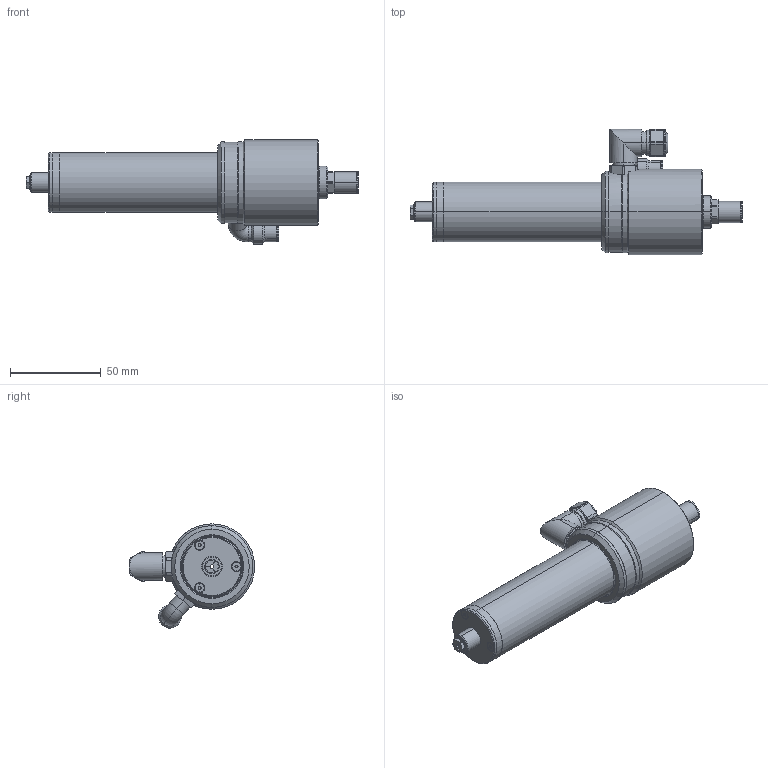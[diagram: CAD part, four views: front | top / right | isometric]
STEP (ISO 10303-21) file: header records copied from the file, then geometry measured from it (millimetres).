
FILE_DESCRIPTION (( 'STEP AP203' ), '1' );
FILE_NAME ('033A050P-00-.STEP', '2011-08-23T13:16:29', ( 'FM10CAD1' ), ( 'IBAG Switzerland AG' ), 'SwSTEP 2.0', 'SolidWorks 2010', '' );
FILE_SCHEMA (( 'CONFIG_CONTROL_DESIGN' ));
Length unit declared in the file: millimetre
Products named in the file (1): 033A050P-00-
Bounding box: 182.85 x 69 x 57.43 mm (x, y, z)
Surface area: 29279.7 mm2 (no closed solid volume)
Topology: 0 solids, 17 shells, 276 faces, 833 edges, 570 vertices
Faces by surface type: cylinder 122, plane 89, cone 57, torus 8
Entity records: 9828 total; most frequent: CARTESIAN_POINT 2218, DIRECTION 1646, ORIENTED_EDGE 1423, EDGE_CURVE 833, AXIS2_PLACEMENT_3D 636, VERTEX_POINT 570, VECTOR 374, LINE 374
